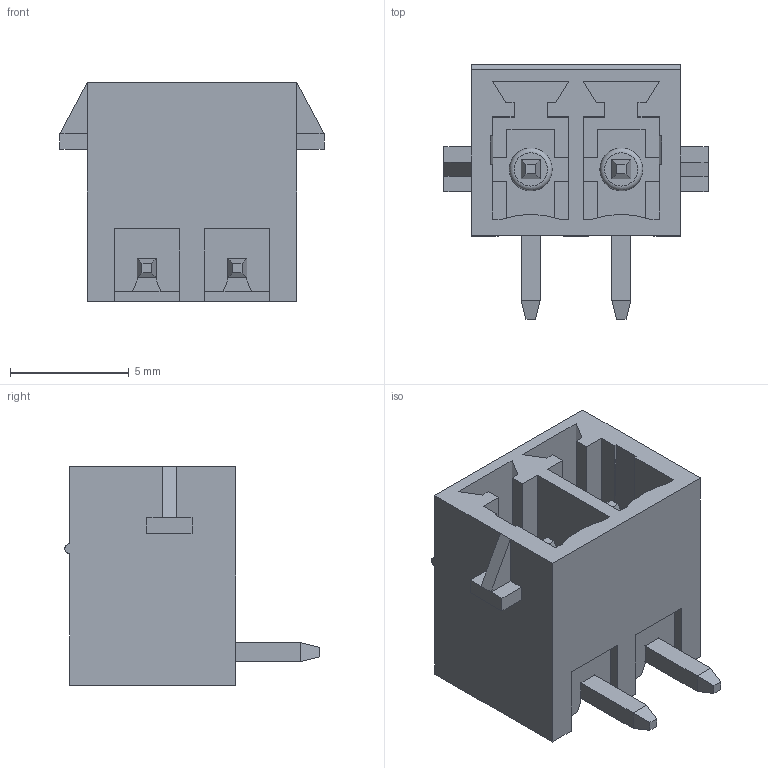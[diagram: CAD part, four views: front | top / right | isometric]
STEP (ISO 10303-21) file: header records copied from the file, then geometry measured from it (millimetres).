
FILE_DESCRIPTION( ( 'Unknown' ), '1' );
FILE_NAME( '691305340002.stp', 'Unknown', ( 'Unknown' ), ( 'Unknown' ), 'PSStep 18.0.17', 'Unknown', ' ' );
FILE_SCHEMA( ( 'AUTOMOTIVE_DESIGN { 1 0 10303 214 1 1 1 1 }' ) );
Length unit declared in the file: millimetre
Products named in the file (3): Assem1; 691305340002; 6913053400xx_PIN
Assembly tree (3 placements, depth 2):
  Assem1
    691305340002
    6913053400xx_PIN  x2
Bounding box: 11.11 x 10.7 x 9.2 mm (x, y, z)
Volume: 317.6 mm3; surface area: 903.2 mm2
Topology: 3 solids, 3 shells, 152 faces, 408 edges, 264 vertices
Faces by surface type: plane 143, cylinder 7, torus 2
Full cylindrical faces by diameter (mm): 1.8 x2
Entity records: 5307 total; most frequent: CARTESIAN_POINT 744, ORIENTED_EDGE 730, DIRECTION 661, EDGE_CURVE 365, LINE 347, VECTOR 347, VERTEX_POINT 240, AXIS2_PLACEMENT_3D 157
